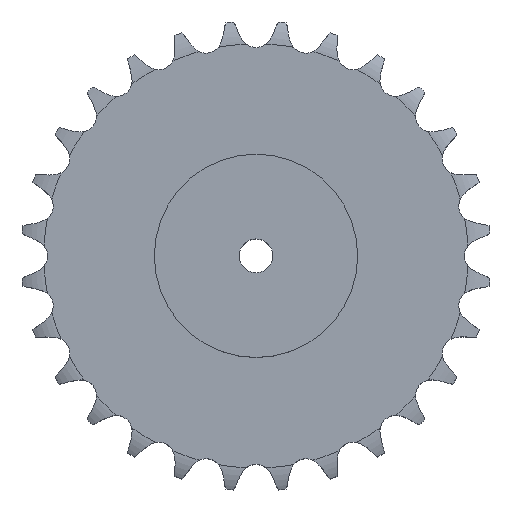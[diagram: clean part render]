
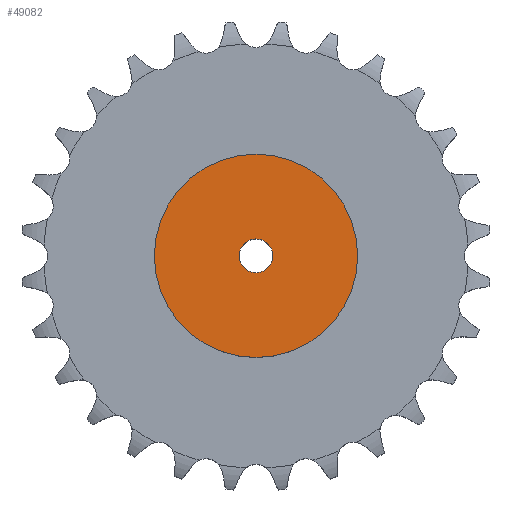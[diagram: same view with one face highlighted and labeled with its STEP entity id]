
A CAD part, top view. The second image highlights one B-rep face of the part: STEP entity #49082.
In plain terms, the highlighted planar face has unit normal (0, 0, 1).
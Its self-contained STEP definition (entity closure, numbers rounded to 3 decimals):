
#26189 = CYLINDRICAL_SURFACE('',#26190,15.);
#26190 = AXIS2_PLACEMENT_3D('',#26191,#26192,#26193);
#26191 = CARTESIAN_POINT('',(0.,0.,637.555));
#26192 = DIRECTION('',(0.,0.,1.));
#26193 = DIRECTION('',(1.,0.,0.));
#33433 = EDGE_CURVE('',#33434,#33434,#33436,.T.);
#33434 = VERTEX_POINT('',#33435);
#33435 = CARTESIAN_POINT('',(15.,0.,120.));
#33436 = SURFACE_CURVE('',#33437,(#33442,#33449),.PCURVE_S1.);
#33437 = CIRCLE('',#33438,15.);
#33438 = AXIS2_PLACEMENT_3D('',#33439,#33440,#33441);
#33439 = CARTESIAN_POINT('',(0.,0.,120.));
#33440 = DIRECTION('',(0.,0.,1.));
#33441 = DIRECTION('',(1.,0.,0.));
#33442 = PCURVE('',#26189,#33443);
#33443 = DEFINITIONAL_REPRESENTATION('',(#33444),#33448);
#33444 = LINE('',#33445,#33446);
#33445 = CARTESIAN_POINT('',(0.,-517.555));
#33446 = VECTOR('',#33447,1.);
#33447 = DIRECTION('',(1.,0.));
#33448 = ( GEOMETRIC_REPRESENTATION_CONTEXT(2) 
PARAMETRIC_REPRESENTATION_CONTEXT() REPRESENTATION_CONTEXT('2D SPACE',''
  ) );
#33449 = PCURVE('',#33450,#33455);
#33450 = PLANE('',#33451);
#33451 = AXIS2_PLACEMENT_3D('',#33452,#33453,#33454);
#33452 = CARTESIAN_POINT('',(0.,0.,120.
    ));
#33453 = DIRECTION('',(0.,0.,1.));
#33454 = DIRECTION('',(1.,0.,0.));
#33455 = DEFINITIONAL_REPRESENTATION('',(#33456),#33460);
#33456 = CIRCLE('',#33457,15.);
#33457 = AXIS2_PLACEMENT_2D('',#33458,#33459);
#33458 = CARTESIAN_POINT('',(0.,0.));
#33459 = DIRECTION('',(1.,0.));
#33460 = ( GEOMETRIC_REPRESENTATION_CONTEXT(2) 
PARAMETRIC_REPRESENTATION_CONTEXT() REPRESENTATION_CONTEXT('2D SPACE',''
  ) );
#49082 = ADVANCED_FACE('',(#49083,#49114),#33450,.T.);
#49083 = FACE_BOUND('',#49084,.T.);
#49084 = EDGE_LOOP('',(#49085));
#49085 = ORIENTED_EDGE('',*,*,#49086,.T.);
#49086 = EDGE_CURVE('',#49087,#49087,#49089,.T.);
#49087 = VERTEX_POINT('',#49088);
#49088 = CARTESIAN_POINT('',(90.,0.,120.));
#49089 = SURFACE_CURVE('',#49090,(#49095,#49102),.PCURVE_S1.);
#49090 = CIRCLE('',#49091,90.);
#49091 = AXIS2_PLACEMENT_3D('',#49092,#49093,#49094);
#49092 = CARTESIAN_POINT('',(0.,0.,120.));
#49093 = DIRECTION('',(0.,0.,1.));
#49094 = DIRECTION('',(1.,0.,0.));
#49095 = PCURVE('',#33450,#49096);
#49096 = DEFINITIONAL_REPRESENTATION('',(#49097),#49101);
#49097 = CIRCLE('',#49098,90.);
#49098 = AXIS2_PLACEMENT_2D('',#49099,#49100);
#49099 = CARTESIAN_POINT('',(0.,0.));
#49100 = DIRECTION('',(1.,0.));
#49101 = ( GEOMETRIC_REPRESENTATION_CONTEXT(2) 
PARAMETRIC_REPRESENTATION_CONTEXT() REPRESENTATION_CONTEXT('2D SPACE',''
  ) );
#49102 = PCURVE('',#49103,#49108);
#49103 = CYLINDRICAL_SURFACE('',#49104,90.);
#49104 = AXIS2_PLACEMENT_3D('',#49105,#49106,#49107);
#49105 = CARTESIAN_POINT('',(0.,0.,0.));
#49106 = DIRECTION('',(-0.,-0.,-1.));
#49107 = DIRECTION('',(1.,0.,0.));
#49108 = DEFINITIONAL_REPRESENTATION('',(#49109),#49113);
#49109 = LINE('',#49110,#49111);
#49110 = CARTESIAN_POINT('',(-0.,-120.));
#49111 = VECTOR('',#49112,1.);
#49112 = DIRECTION('',(-1.,0.));
#49113 = ( GEOMETRIC_REPRESENTATION_CONTEXT(2) 
PARAMETRIC_REPRESENTATION_CONTEXT() REPRESENTATION_CONTEXT('2D SPACE',''
  ) );
#49114 = FACE_BOUND('',#49115,.T.);
#49115 = EDGE_LOOP('',(#49116));
#49116 = ORIENTED_EDGE('',*,*,#33433,.F.);
